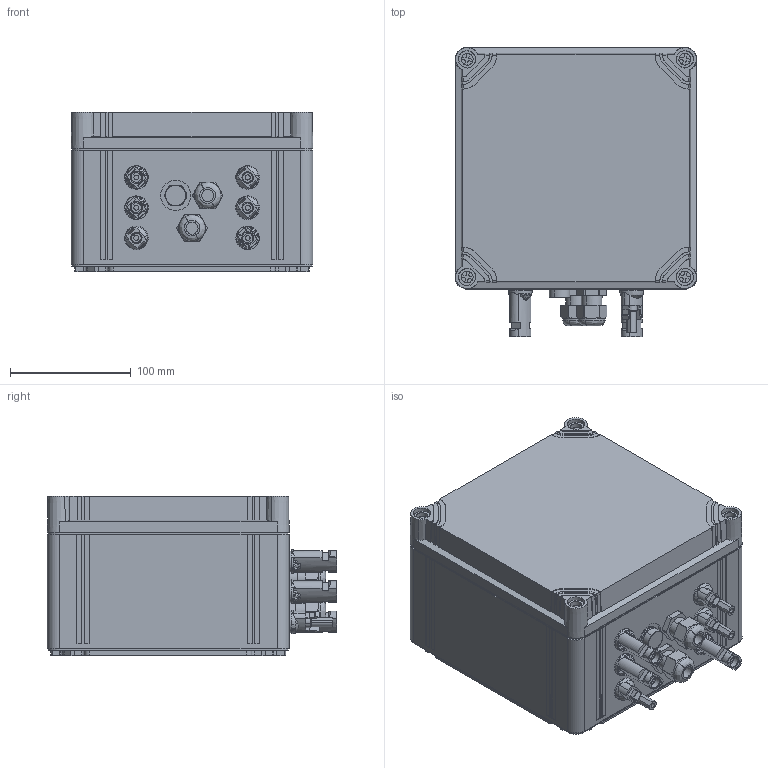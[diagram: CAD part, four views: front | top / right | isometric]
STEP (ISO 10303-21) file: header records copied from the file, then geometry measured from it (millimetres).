
FILE_DESCRIPTION(('CATIA V5 STEP Exchange','CAx-IF Rec.Pracs.--- Model Styling and Organization---1.4--- 2014-01-23'),'2;1');
FILE_NAME ('D1498097_2_2791920000_S3D_PVN1_MINI_WM4C.stp','2022-01-06T13:43:53+00:00',('none'),('Weidmueller'),'CATIA Version 5-6 Release 2016 SP3 HF44','CATIA V5 STEP AP214','none');
FILE_SCHEMA(('AUTOMOTIVE_DESIGN { 1 0 10303 214 1 1 1 1 }'));
Length unit declared in the file: millimetre
Products named in the file (1): S3D_PVN1_MINI_WM4C
Bounding box: 200 x 239.25 x 132 mm (x, y, z)
Volume: 5083971.5 mm3; surface area: 322653.5 mm2
Topology: 15 solids, 15 shells, 1236 faces, 3777 edges, 2643 vertices
Faces by surface type: plane 737, cylinder 340, cone 88, extrusion 48, sphere 9, revolution 6, bspline 4, torus 4
Entity records: 44127 total; most frequent: CARTESIAN_POINT 12420, ORIENTED_EDGE 7550, DIRECTION 4306, EDGE_CURVE 3775, VERTEX_POINT 2643, VECTOR 1902, LINE 1854, AXIS2_PLACEMENT_3D 1701
